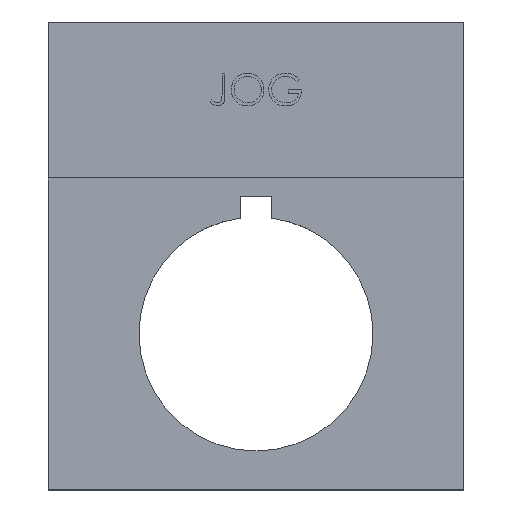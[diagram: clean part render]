
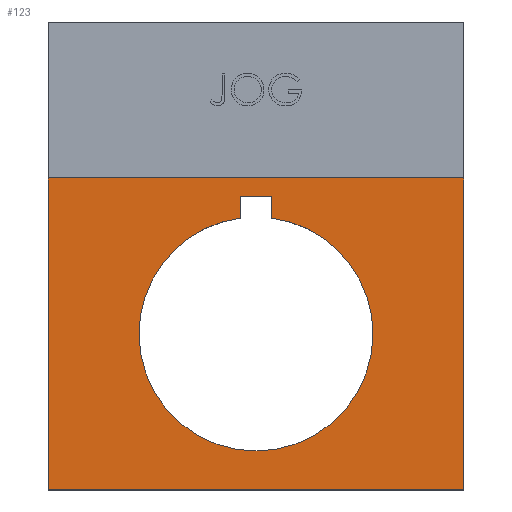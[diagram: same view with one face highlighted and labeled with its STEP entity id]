
A CAD part, top view. The second image highlights one B-rep face of the part: STEP entity #123.
In plain terms, the highlighted planar face has unit normal (0, 0, 1).
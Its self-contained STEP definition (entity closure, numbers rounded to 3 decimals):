
#11 = VERTEX_POINT ( 'NONE', #752 ) ;
#34 = DIRECTION ( 'NONE',  ( 0., 0., -1. ) ) ;
#91 = LINE ( 'NONE', #3142, #630 ) ;
#123 = ADVANCED_FACE ( 'NONE', ( #2401, #2953 ), #2715, .F. ) ;
#124 = CARTESIAN_POINT ( 'NONE',  ( -20., -15., 0.5 ) ) ;
#150 = VECTOR ( 'NONE', #2043, 1000. ) ;
#151 = ORIENTED_EDGE ( 'NONE', *, *, #1909, .F. ) ;
#252 = CARTESIAN_POINT ( 'NONE',  ( -1.5, 13.25, 0.5 ) ) ;
#255 = ORIENTED_EDGE ( 'NONE', *, *, #1515, .F. ) ;
#270 = EDGE_CURVE ( 'NONE', #886, #1065, #91, .T. ) ;
#385 = CARTESIAN_POINT ( 'NONE',  ( 0., 0., 0.5 ) ) ;
#472 = VERTEX_POINT ( 'NONE', #2126 ) ;
#484 = CARTESIAN_POINT ( 'NONE',  ( 20., 15., 0.5 ) ) ;
#505 = CIRCLE ( 'NONE', #1251, 11.25 ) ;
#515 = EDGE_LOOP ( 'NONE', ( #2621, #255, #2584, #2061 ) ) ;
#531 = CARTESIAN_POINT ( 'NONE',  ( -1.5, 9.25, 0.5 ) ) ;
#542 = DIRECTION ( 'NONE',  ( 0., 0., 1. ) ) ;
#562 = DIRECTION ( 'NONE',  ( 0., -1., 0. ) ) ;
#630 = VECTOR ( 'NONE', #3127, 1000. ) ;
#656 = CARTESIAN_POINT ( 'NONE',  ( -11.25, 0., 0.5 ) ) ;
#670 = CARTESIAN_POINT ( 'NONE',  ( -20., 15., 0.5 ) ) ;
#752 = CARTESIAN_POINT ( 'NONE',  ( 20., -15., 0.5 ) ) ;
#770 = LINE ( 'NONE', #1790, #1400 ) ;
#772 = DIRECTION ( 'NONE',  ( 0., 0., 1. ) ) ;
#886 = VERTEX_POINT ( 'NONE', #2864 ) ;
#887 = ORIENTED_EDGE ( 'NONE', *, *, #2078, .F. ) ;
#924 = DIRECTION ( 'NONE',  ( 0., 0., 1. ) ) ;
#976 = LINE ( 'NONE', #1125, #1126 ) ;
#1049 = EDGE_CURVE ( 'NONE', #3033, #11, #1492, .T. ) ;
#1065 = VERTEX_POINT ( 'NONE', #1230 ) ;
#1125 = CARTESIAN_POINT ( 'NONE',  ( -20., 15., 0.5 ) ) ;
#1126 = VECTOR ( 'NONE', #2166, 1000. ) ;
#1150 = CARTESIAN_POINT ( 'NONE',  ( -1.5, 13.25, 0.5 ) ) ;
#1171 = VERTEX_POINT ( 'NONE', #670 ) ;
#1182 = EDGE_CURVE ( 'NONE', #1171, #3033, #770, .T. ) ;
#1189 = AXIS2_PLACEMENT_3D ( 'NONE', #2928, #542, #3487 ) ;
#1230 = CARTESIAN_POINT ( 'NONE',  ( 1.5, 13.25, 0.5 ) ) ;
#1251 = AXIS2_PLACEMENT_3D ( 'NONE', #2412, #772, #1325 ) ;
#1325 = DIRECTION ( 'NONE',  ( 1., 0., 0. ) ) ;
#1398 = VECTOR ( 'NONE', #1833, 1000. ) ;
#1400 = VECTOR ( 'NONE', #2538, 1000. ) ;
#1432 = VERTEX_POINT ( 'NONE', #1150 ) ;
#1492 = LINE ( 'NONE', #124, #150 ) ;
#1515 = EDGE_CURVE ( 'NONE', #1171, #2396, #976, .T. ) ;
#1547 = ORIENTED_EDGE ( 'NONE', *, *, #2859, .F. ) ;
#1617 = CARTESIAN_POINT ( 'NONE',  ( 20., 30., 0.5 ) ) ;
#1644 = VERTEX_POINT ( 'NONE', #2187 ) ;
#1774 = VECTOR ( 'NONE', #1869, 1000. ) ;
#1790 = CARTESIAN_POINT ( 'NONE',  ( -20., 30., 0.5 ) ) ;
#1833 = DIRECTION ( 'NONE',  ( -1., 0., 0. ) ) ;
#1842 = AXIS2_PLACEMENT_3D ( 'NONE', #385, #924, #2799 ) ;
#1869 = DIRECTION ( 'NONE',  ( 0., -1., 0. ) ) ;
#1891 = VERTEX_POINT ( 'NONE', #656 ) ;
#1909 = EDGE_CURVE ( 'NONE', #472, #1891, #2718, .T. ) ;
#1996 = EDGE_CURVE ( 'NONE', #2396, #11, #3070, .T. ) ;
#2027 = EDGE_CURVE ( 'NONE', #1644, #886, #505, .T. ) ;
#2032 = ORIENTED_EDGE ( 'NONE', *, *, #2027, .F. ) ;
#2043 = DIRECTION ( 'NONE',  ( 1., 0., 0. ) ) ;
#2061 = ORIENTED_EDGE ( 'NONE', *, *, #1049, .T. ) ;
#2078 = EDGE_CURVE ( 'NONE', #1432, #472, #2464, .T. ) ;
#2094 = EDGE_CURVE ( 'NONE', #1891, #1644, #2901, .T. ) ;
#2109 = ORIENTED_EDGE ( 'NONE', *, *, #270, .F. ) ;
#2126 = CARTESIAN_POINT ( 'NONE',  ( -1.5, 11.15, 0.5 ) ) ;
#2166 = DIRECTION ( 'NONE',  ( 1., 0., 0. ) ) ;
#2187 = CARTESIAN_POINT ( 'NONE',  ( 11.25, 0., 0.5 ) ) ;
#2396 = VERTEX_POINT ( 'NONE', #484 ) ;
#2401 = FACE_BOUND ( 'NONE', #3134, .T. ) ;
#2403 = AXIS2_PLACEMENT_3D ( 'NONE', #2455, #34, #3293 ) ;
#2412 = CARTESIAN_POINT ( 'NONE',  ( 0., 0., 0.5 ) ) ;
#2455 = CARTESIAN_POINT ( 'NONE',  ( 0., 0., 0.5 ) ) ;
#2464 = LINE ( 'NONE', #531, #1774 ) ;
#2538 = DIRECTION ( 'NONE',  ( 0., -1., 0. ) ) ;
#2584 = ORIENTED_EDGE ( 'NONE', *, *, #1182, .T. ) ;
#2621 = ORIENTED_EDGE ( 'NONE', *, *, #1996, .F. ) ;
#2658 = LINE ( 'NONE', #252, #1398 ) ;
#2715 = PLANE ( 'NONE',  #2403 ) ;
#2718 = CIRCLE ( 'NONE', #1842, 11.25 ) ;
#2799 = DIRECTION ( 'NONE',  ( 1., 0., 0. ) ) ;
#2859 = EDGE_CURVE ( 'NONE', #1065, #1432, #2658, .T. ) ;
#2864 = CARTESIAN_POINT ( 'NONE',  ( 1.5, 11.15, 0.5 ) ) ;
#2901 = CIRCLE ( 'NONE', #1189, 11.25 ) ;
#2928 = CARTESIAN_POINT ( 'NONE',  ( 0., 0., 0.5 ) ) ;
#2953 = FACE_OUTER_BOUND ( 'NONE', #515, .T. ) ;
#3033 = VERTEX_POINT ( 'NONE', #3243 ) ;
#3070 = LINE ( 'NONE', #1617, #3499 ) ;
#3127 = DIRECTION ( 'NONE',  ( 0., 1., 0. ) ) ;
#3134 = EDGE_LOOP ( 'NONE', ( #1547, #2109, #2032, #3215, #151, #887 ) ) ;
#3142 = CARTESIAN_POINT ( 'NONE',  ( 1.5, 9.25, 0.5 ) ) ;
#3215 = ORIENTED_EDGE ( 'NONE', *, *, #2094, .F. ) ;
#3243 = CARTESIAN_POINT ( 'NONE',  ( -20., -15., 0.5 ) ) ;
#3293 = DIRECTION ( 'NONE',  ( -1., 0., 0. ) ) ;
#3487 = DIRECTION ( 'NONE',  ( 1., 0., 0. ) ) ;
#3499 = VECTOR ( 'NONE', #562, 1000. ) ;
